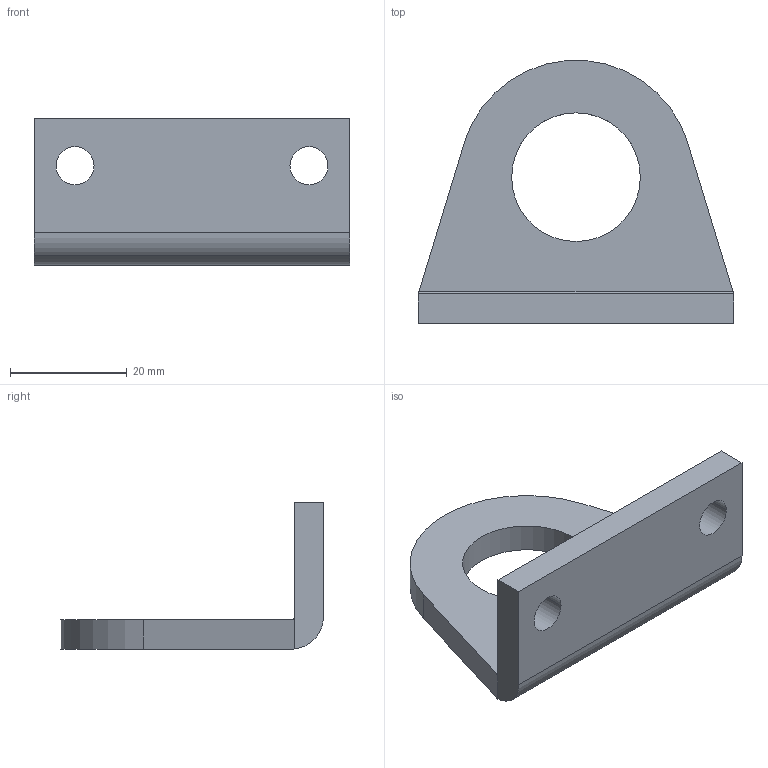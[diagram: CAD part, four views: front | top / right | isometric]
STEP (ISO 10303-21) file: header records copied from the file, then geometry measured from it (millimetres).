
FILE_DESCRIPTION((''),'2;1');
FILE_NAME('1200_20_01X.stp','2003-04-08T08:40:18',('maffial1'),(''),'Autodesk Inventor (R) 6.0','Autodesk Inventor (R) 6.0','');
FILE_SCHEMA(('AUTOMOTIVE_DESIGN { 1 0 10303 214 1 1 1 1 }'));
Length unit declared in the file: millimetre
Products named in the file (1): 1200_20_01X
Bounding box: 54 x 44.93 x 25 mm (x, y, z)
Volume: 12120.1 mm3; surface area: 6429.9 mm2
Topology: 1 solids, 1 shells, 20 faces, 52 edges, 34 vertices
Faces by surface type: plane 9, cylinder 7, bspline 4
Entity records: 711 total; most frequent: CARTESIAN_POINT 175, DIRECTION 110, ORIENTED_EDGE 104, EDGE_CURVE 52, AXIS2_PLACEMENT_3D 41, VERTEX_POINT 34, VECTOR 28, LINE 28
